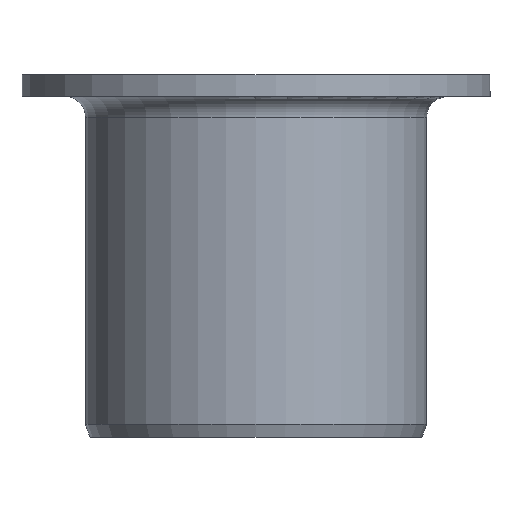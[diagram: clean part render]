
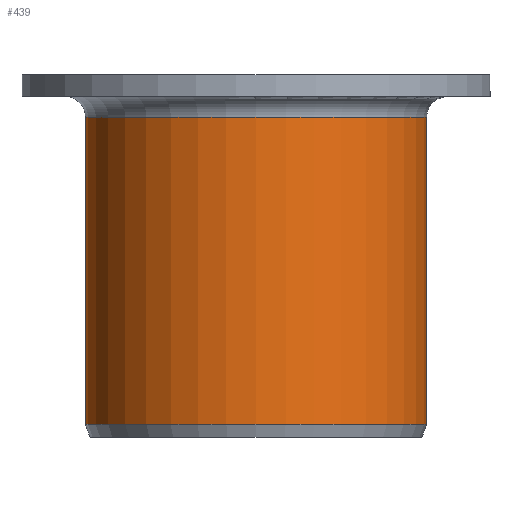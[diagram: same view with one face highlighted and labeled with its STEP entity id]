
A CAD part, left-side view. The second image highlights one B-rep face of the part: STEP entity #439.
In plain terms, the highlighted cylindrical face has radius 8 mm (diameter 16 mm), a partial arc.
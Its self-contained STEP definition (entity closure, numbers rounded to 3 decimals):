
#119=DIRECTION('',(0.,0.,-1.));
#120=VECTOR('',#119,14.4);
#121=CARTESIAN_POINT('',(0.,8.,-2.));
#122=LINE('',#121,#120);
#123=DIRECTION('',(0.,0.,-1.));
#124=VECTOR('',#123,14.4);
#125=CARTESIAN_POINT('',(0.,-8.,-2.));
#126=LINE('',#125,#124);
#149=CARTESIAN_POINT('',(0.,0.,-2.));
#150=DIRECTION('',(0.,0.,-1.));
#151=DIRECTION('',(0.,-1.,0.));
#152=AXIS2_PLACEMENT_3D('',#149,#150,#151);
#154=CARTESIAN_POINT('',(0.,0.,-16.4));
#155=DIRECTION('',(0.,0.,-1.));
#156=DIRECTION('',(0.,-1.,0.));
#157=AXIS2_PLACEMENT_3D('',#154,#155,#156);
#218=CARTESIAN_POINT('',(0.,-8.,-2.));
#219=CARTESIAN_POINT('',(0.,-8.,-16.4));
#220=VERTEX_POINT('',#218);
#221=VERTEX_POINT('',#219);
#230=CARTESIAN_POINT('',(0.,8.,-2.));
#231=CARTESIAN_POINT('',(0.,8.,-16.4));
#232=VERTEX_POINT('',#230);
#233=VERTEX_POINT('',#231);
#427=CARTESIAN_POINT('',(0.,0.,0.85));
#428=DIRECTION('',(0.,0.,-1.));
#429=DIRECTION('',(0.,-1.,0.));
#430=AXIS2_PLACEMENT_3D('',#427,#428,#429);
#431=CYLINDRICAL_SURFACE('',#430,8.);
#432=ORIENTED_EDGE('',*,*,#395,.T.);
#434=ORIENTED_EDGE('',*,*,#433,.T.);
#435=ORIENTED_EDGE('',*,*,#391,.F.);
#436=ORIENTED_EDGE('',*,*,#376,.F.);
#437=EDGE_LOOP('',(#432,#434,#435,#436));
#438=FACE_OUTER_BOUND('',#437,.F.);
#439=ADVANCED_FACE('',(#438),#431,.T.);
#153=CIRCLE('',#152,8.);
#158=CIRCLE('',#157,8.);
#376=EDGE_CURVE('',#220,#232,#153,.T.);
#391=EDGE_CURVE('',#232,#233,#122,.T.);
#395=EDGE_CURVE('',#220,#221,#126,.T.);
#433=EDGE_CURVE('',#221,#233,#158,.T.);
